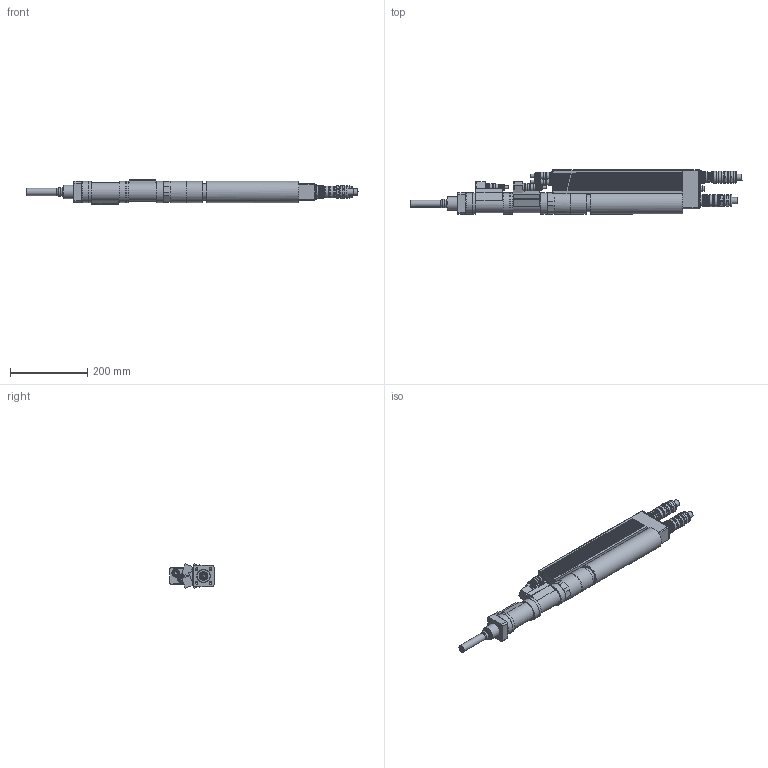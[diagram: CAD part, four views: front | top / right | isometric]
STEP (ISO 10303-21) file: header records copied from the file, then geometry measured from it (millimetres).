
FILE_DESCRIPTION((''),'2;1');
FILE_NAME('947518A7.stp','2011-03-25T14:22:15',('e4c32'),(''),'Autodesk Inventor 11','Autodesk Inventor 11','');
FILE_SCHEMA(('AUTOMOTIVE_DESIGN { 1 0 10303 214 1 1 1 1 }'));
Length unit declared in the file: millimetre
Products named in the file (8): 2K1B-2ZB; 2ZB_IPT_001.ipt_Gerader Abtrieb; 2KXB_IPT_001; 2K1B_IPT_001; 2BTS-2BXA_IPT_001.ipt_Motor und Getriebe; 961089-002_IPT_002.ipt_Stecker gerade; 961104-005_IPT_002.ipt_Stecker gerade; 961104-005_IPT_001.ipt_Stecker gerade
Assembly tree (10 placements, depth 2):
  2K1B-2ZB
    2ZB_IPT_001.ipt_Gerader Abtrieb
    2KXB_IPT_001
    2K1B_IPT_001
    2BTS-2BXA_IPT_001.ipt_Motor und Getriebe
    961089-002_IPT_002.ipt_Stecker gerade  x4
    961104-005_IPT_002.ipt_Stecker gerade
    961104-005_IPT_001.ipt_Stecker gerade
Bounding box: 858.73 x 115.2 x 62.87 mm (x, y, z)
Volume: 2647170.2 mm3; surface area: 299103 mm2
Topology: 10 solids, 12 shells, 1085 faces, 2563 edges, 1604 vertices
Faces by surface type: plane 767, cylinder 241, cone 45, torus 22, bspline 10
Full cylindrical faces by diameter (mm): 5.5 x4, 8 x4, 12 x1, 13 x1, 13.4 x4, 14 x20, 14.2 x4, 16 x15, 16.5 x2, 17 x2, 17.587 x8, 18 x9, 18.7 x9, 20 x7, 22 x3, 22.5 x2, 24 x1, 25 x1, 25.5 x1, 26.4 x1, 27.047 x1, 28 x3, 28.5 x1, 29 x1, 29.4 x3, 29.5 x2, 29.8 x4, 30 x4, 30.4 x2, 30.5 x2
Entity records: 27241 total; most frequent: CARTESIAN_POINT 5335, ORIENTED_EDGE 4400, DIRECTION 4372, EDGE_CURVE 2200, VECTOR 1494, LINE 1494, VERTEX_POINT 1466, AXIS2_PLACEMENT_3D 1439
